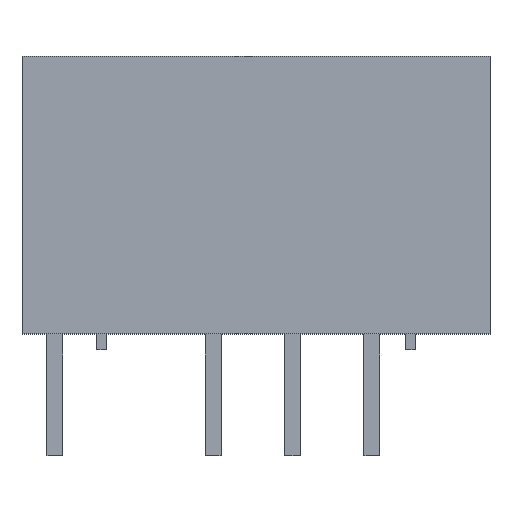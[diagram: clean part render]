
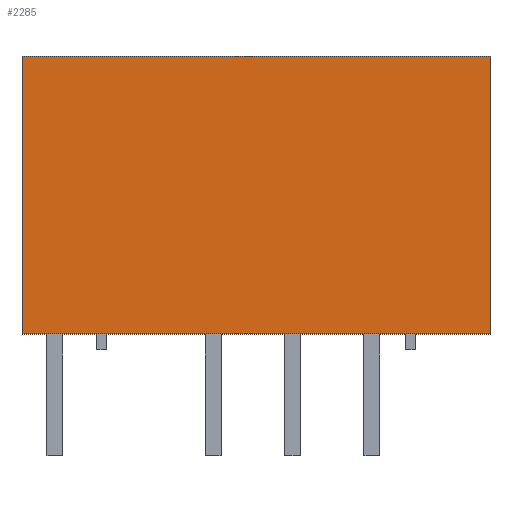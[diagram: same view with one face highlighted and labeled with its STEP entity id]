
A CAD part, top view. The second image highlights one B-rep face of the part: STEP entity #2285.
In plain terms, the highlighted planar face has unit normal (0, 0, 1).
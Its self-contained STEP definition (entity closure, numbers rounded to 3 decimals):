
#2=DIRECTION ( 'NONE',  ( 0., -1., 0. ) ) ;
#26=VECTOR ( 'NONE', #2, 1000. ) ;
#35=VECTOR ( 'NONE', #71, 1000. ) ;
#36=DIRECTION ( 'NONE',  ( 0., 0., -1. ) ) ;
#71=DIRECTION ( 'NONE',  ( 1., 0., 0. ) ) ;
#100=VERTEX_POINT ( 'NONE', #545 ) ;
#109=CARTESIAN_POINT ( 'NONE',  ( 0., 8.9, 0. ) ) ;
#183=DIRECTION ( 'NONE',  ( -1., 0., 0. ) ) ;
#281=EDGE_CURVE ( 'NONE', #661, #1295, #1577, .T. ) ;
#353=LINE ( 'NONE', #109, #26 ) ;
#545=CARTESIAN_POINT ( 'NONE',  ( 15., 8.9, 0. ) ) ;
#661=VERTEX_POINT ( 'NONE', #1113 ) ;
#962=EDGE_CURVE ( 'NONE', #2402, #661, #353, .T. ) ;
#1043=CARTESIAN_POINT ( 'NONE',  ( 15., 0., 0. ) ) ;
#1113=CARTESIAN_POINT ( 'NONE',  ( 0., 0., 0. ) ) ;
#1142=ORIENTED_EDGE ( 'NONE', *, *, #281, .T. ) ;
#1150=LINE ( 'NONE', #109, #35 ) ;
#1167=PLANE ( 'NONE',  #1869 ) ;
#1295=VERTEX_POINT ( 'NONE', #1043 ) ;
#1577=LINE ( 'NONE', #1113, #35 ) ;
#1618=LINE ( 'NONE', #545, #26 ) ;
#1809=FACE_OUTER_BOUND ( 'NONE', #2122, .T. ) ;
#1826=EDGE_CURVE ( 'NONE', #2402, #100, #1150, .T. ) ;
#1869=AXIS2_PLACEMENT_3D ( 'NONE', #109, #36, #183 ) ;
#2011=ORIENTED_EDGE ( 'NONE', *, *, #962, .T. ) ;
#2122=EDGE_LOOP ( 'NONE', ( #1142, #2567, #2286, #2011 ) ) ;
#2285=ADVANCED_FACE ( 'NONE', ( #1809 ), #1167, .F. ) ;
#2286=ORIENTED_EDGE ( 'NONE', *, *, #1826, .F. ) ;
#2402=VERTEX_POINT ( 'NONE', #109 ) ;
#2526=EDGE_CURVE ( 'NONE', #100, #1295, #1618, .T. ) ;
#2567=ORIENTED_EDGE ( 'NONE', *, *, #2526, .F. ) ;
